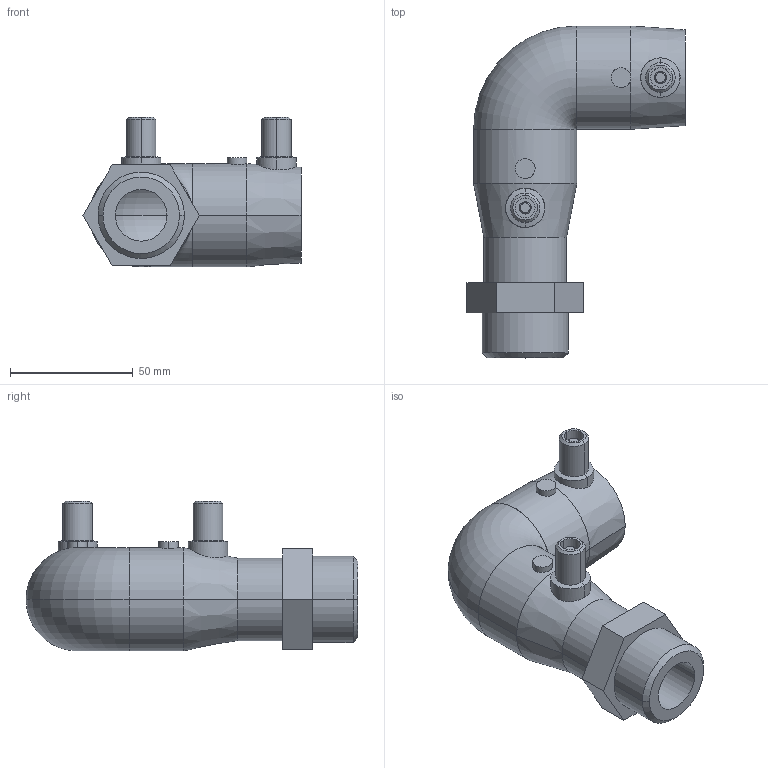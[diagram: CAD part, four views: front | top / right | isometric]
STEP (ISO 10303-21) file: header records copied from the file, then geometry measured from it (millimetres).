
FILE_DESCRIPTION( ( '' ), '1' );
FILE_NAME( 'GERLO-A 032-R025.stp', '2015-08-31T14:31:33', ( '' ), ( '' ), ' ', ' ', ' ' );
FILE_SCHEMA( ( 'automotive_design' ) );
Length unit declared in the file: millimetre
Products named in the file (1): 1
Bounding box: 88.67 x 135.01 x 61 mm (x, y, z)
Volume: 113375.5 mm3; surface area: 41351.5 mm2
Topology: 1 solids, 1 shells, 81 faces, 172 edges, 104 vertices
Faces by surface type: cylinder 34, plane 25, cone 18, torus 4
Entity records: 4681 total; most frequent: CARTESIAN_POINT 845, DIRECTION 402, STYLED_ITEM 358, PRESENTATION_STYLE_ASSIGNMENT 358, COLOUR_RGB 358, ORIENTED_EDGE 344, EDGE_CURVE 172, CURVE_STYLE 172
